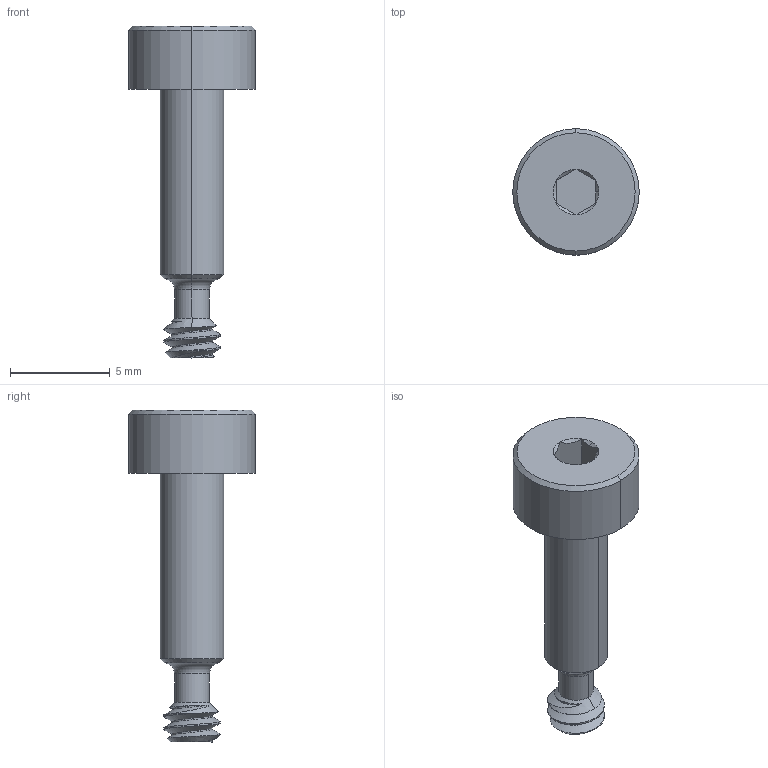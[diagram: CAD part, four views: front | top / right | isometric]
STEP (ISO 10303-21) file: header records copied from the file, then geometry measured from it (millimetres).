
FILE_DESCRIPTION (( 'STEP AP214' ), '1' );
FILE_NAME ('Shoulder Screw.STEP', '2020-05-23T05:02:59', ( '' ), ( '' ), 'SwSTEP 2.0', 'SolidWorks 2019', '' );
FILE_SCHEMA (( 'AUTOMOTIVE_DESIGN' ));
Length unit declared in the file: inch
Products named in the file (1): Shoulder Screw
Bounding box: 6.35 x 6.35 x 16.67 mm (x, y, z)
Volume: 183.8 mm3; surface area: 263.9 mm2
Topology: 1 solids, 1 shells, 42 faces, 91 edges, 53 vertices
Faces by surface type: cone 16, cylinder 11, plane 10, bspline 3, torus 2
Entity records: 1864 total; most frequent: CARTESIAN_POINT 973, ORIENTED_EDGE 182, DIRECTION 171, EDGE_CURVE 91, AXIS2_PLACEMENT_3D 70, VERTEX_POINT 53, EDGE_LOOP 44, ADVANCED_FACE 42
